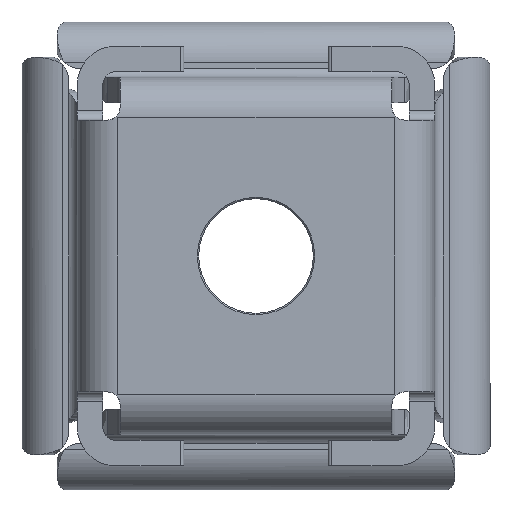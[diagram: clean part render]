
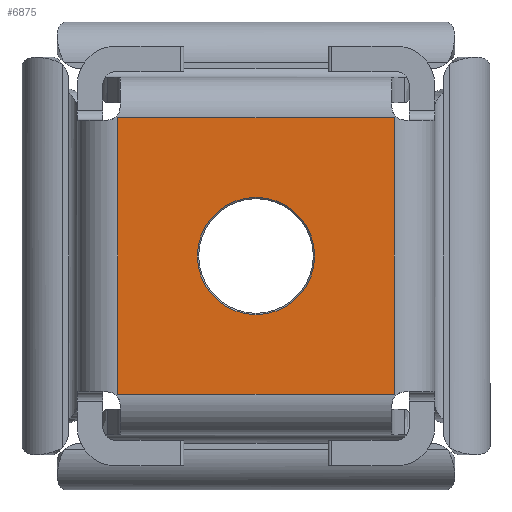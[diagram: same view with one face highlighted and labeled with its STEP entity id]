
A CAD part, front view. The second image highlights one B-rep face of the part: STEP entity #6875.
In plain terms, the highlighted planar face has unit normal (0, -1, 0).
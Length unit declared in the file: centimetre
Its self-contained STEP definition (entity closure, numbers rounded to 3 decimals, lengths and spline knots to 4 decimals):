
#874 = CARTESIAN_POINT ( 'NONE',  ( 0.8761, 0., 0. ) ) ;
#880 = PLANE ( 'NONE',  #9648 ) ;
#882 = DIRECTION ( 'NONE',  ( 0., 1., 0. ) ) ;
#883 = DIRECTION ( 'NONE',  ( 0., 0., 1. ) ) ;
#1513 = CARTESIAN_POINT ( 'NONE',  ( -0.542, 0., -0.542 ) ) ;
#1546 = LINE ( 'NONE', #2220, #1554 ) ;
#1554 = VECTOR ( 'NONE', #2234, 100. ) ;
#2063 = AXIS2_PLACEMENT_3D ( 'NONE', #7196, #7197, #7198 ) ;
#2116 = AXIS2_PLACEMENT_3D ( 'NONE', #6316, #6317, #6318 ) ;
#2220 = CARTESIAN_POINT ( 'NONE',  ( 0.8761, 0., 0.542 ) ) ;
#2234 = DIRECTION ( 'NONE',  ( 1., 0., 0. ) ) ;
#3101 = CARTESIAN_POINT ( 'NONE',  ( 0.2299, 0., 0. ) ) ;
#3115 = CARTESIAN_POINT ( 'NONE',  ( -0.2299, 0., 0. ) ) ;
#3551 = CARTESIAN_POINT ( 'NONE',  ( 0.542, 0., 0.542 ) ) ;
#4112 = CIRCLE ( 'NONE', #2063, 0.2299 ) ;
#4174 = LINE ( 'NONE', #7305, #4177 ) ;
#4177 = VECTOR ( 'NONE', #7307, 100. ) ;
#4343 = LINE ( 'NONE', #6140, #4348 ) ;
#4348 = VECTOR ( 'NONE', #6148, 100. ) ;
#4436 = CIRCLE ( 'NONE', #2116, 0.2299 ) ;
#4451 = LINE ( 'NONE', #6333, #4453 ) ;
#4453 = VECTOR ( 'NONE', #6334, 100. ) ;
#4501 = VERTEX_POINT ( 'NONE', #3551 ) ;
#4690 = VERTEX_POINT ( 'NONE', #1513 ) ;
#4774 = VERTEX_POINT ( 'NONE', #8596 ) ;
#4800 = ORIENTED_EDGE ( 'NONE', *, *, #8018, .F. ) ;
#4816 = EDGE_LOOP ( 'NONE', ( #4881, #4800 ) ) ;
#4855 = VERTEX_POINT ( 'NONE', #8617 ) ;
#4881 = ORIENTED_EDGE ( 'NONE', *, *, #8243, .F. ) ;
#4884 = ORIENTED_EDGE ( 'NONE', *, *, #8062, .F. ) ;
#4885 = ORIENTED_EDGE ( 'NONE', *, *, #7735, .F. ) ;
#4898 = ORIENTED_EDGE ( 'NONE', *, *, #8254, .F. ) ;
#4901 = ORIENTED_EDGE ( 'NONE', *, *, #8186, .F. ) ;
#5079 = VERTEX_POINT ( 'NONE', #3101 ) ;
#5153 = VERTEX_POINT ( 'NONE', #3115 ) ;
#5676 = EDGE_LOOP ( 'NONE', ( #4901, #4898, #4885, #4884 ) ) ;
#6140 = CARTESIAN_POINT ( 'NONE',  ( 0.8761, 0., -0.542 ) ) ;
#6148 = DIRECTION ( 'NONE',  ( -1., 0., 0. ) ) ;
#6316 = CARTESIAN_POINT ( 'NONE',  ( 0., 0., 0. ) ) ;
#6317 = DIRECTION ( 'NONE',  ( 0., -1., 0. ) ) ;
#6318 = DIRECTION ( 'NONE',  ( 1., 0., 0. ) ) ;
#6333 = CARTESIAN_POINT ( 'NONE',  ( 0.542, 0., 0. ) ) ;
#6334 = DIRECTION ( 'NONE',  ( 0., 0., -1. ) ) ;
#6875 = ADVANCED_FACE ( 'NONE', ( #9392, #9395 ), #880, .F. ) ;
#7196 = CARTESIAN_POINT ( 'NONE',  ( 0., 0., 0. ) ) ;
#7197 = DIRECTION ( 'NONE',  ( 0., -1., 0. ) ) ;
#7198 = DIRECTION ( 'NONE',  ( 1., 0., 0. ) ) ;
#7305 = CARTESIAN_POINT ( 'NONE',  ( -0.542, 0., 0. ) ) ;
#7307 = DIRECTION ( 'NONE',  ( 0., 0., 1. ) ) ;
#7735 = EDGE_CURVE ( 'NONE', #4855, #4501, #1546, .T. ) ;
#8018 = EDGE_CURVE ( 'NONE', #5153, #5079, #4112, .T. ) ;
#8062 = EDGE_CURVE ( 'NONE', #4690, #4855, #4174, .T. ) ;
#8186 = EDGE_CURVE ( 'NONE', #4774, #4690, #4343, .T. ) ;
#8243 = EDGE_CURVE ( 'NONE', #5079, #5153, #4436, .T. ) ;
#8254 = EDGE_CURVE ( 'NONE', #4501, #4774, #4451, .T. ) ;
#8596 = CARTESIAN_POINT ( 'NONE',  ( 0.542, 0., -0.542 ) ) ;
#8617 = CARTESIAN_POINT ( 'NONE',  ( -0.542, 0., 0.542 ) ) ;
#9392 = FACE_BOUND ( 'NONE', #4816, .T. ) ;
#9395 = FACE_OUTER_BOUND ( 'NONE', #5676, .T. ) ;
#9648 = AXIS2_PLACEMENT_3D ( 'NONE', #874, #882, #883 ) ;
